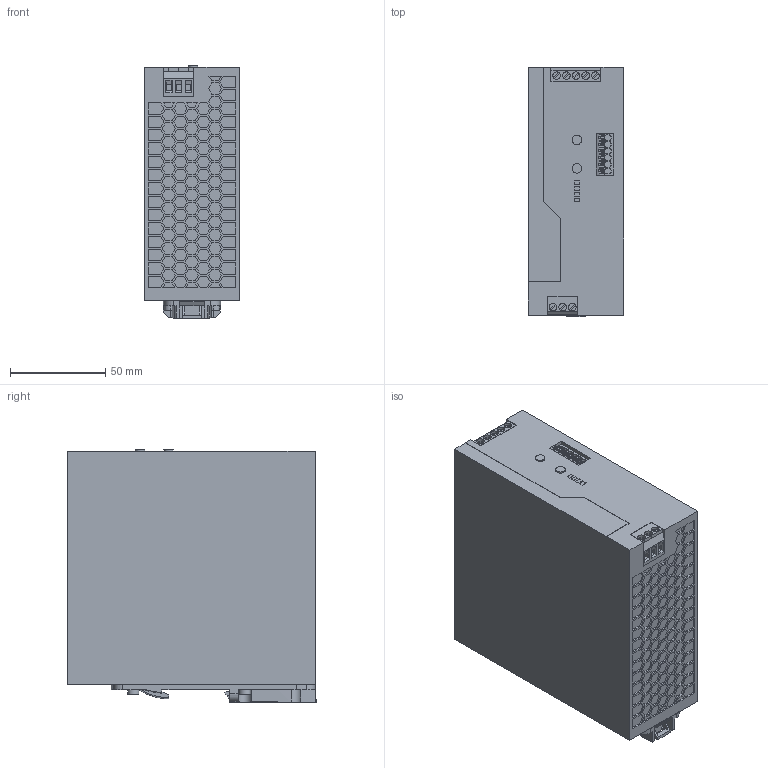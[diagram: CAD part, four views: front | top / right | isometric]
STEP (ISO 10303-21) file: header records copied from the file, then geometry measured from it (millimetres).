
FILE_DESCRIPTION(('Creo Elements/Direct Modeling STEP Export'),'2;1');
FILE_NAME('model.stp','2022-03-03T 9:41:46',(''),(''),'Creo Elements/Direct Modeling STEP processor for AP214 (Solid Model)','Creo Elements/Direct Modeling 20.1D 10-Oct-2020 (C) Parametric Technology GmbH','');
FILE_SCHEMA(('AUTOMOTIVE_DESIGN { 1 0 10303 214 1 1 1 1 }'));
Products named in the file (2): QUINT4_PS_1AC_48DC_5-select
Assembly tree (1 placements, depth 2):
  QUINT4_PS_1AC_48DC_5-select
    QUINT4_PS_1AC_48DC_5-select
Bounding box: 50.06 x 130.45 x 132.55 mm (x, y, z)
Volume: 804095.1 mm3; surface area: 64169.3 mm2
Topology: 1 solids, 1 shells, 1931 faces, 5007 edges, 3325 vertices
Faces by surface type: plane 1796, cylinder 119, extrusion 12, bspline 4
Entity records: 72920 total; most frequent: CARTESIAN_POINT 10989, ORIENTED_EDGE 10014, DIRECTION 8519, EDGE_CURVE 5007, VECTOR 4691, LINE 4679, VERTEX_POINT 3325, EDGE_LOOP 2180
